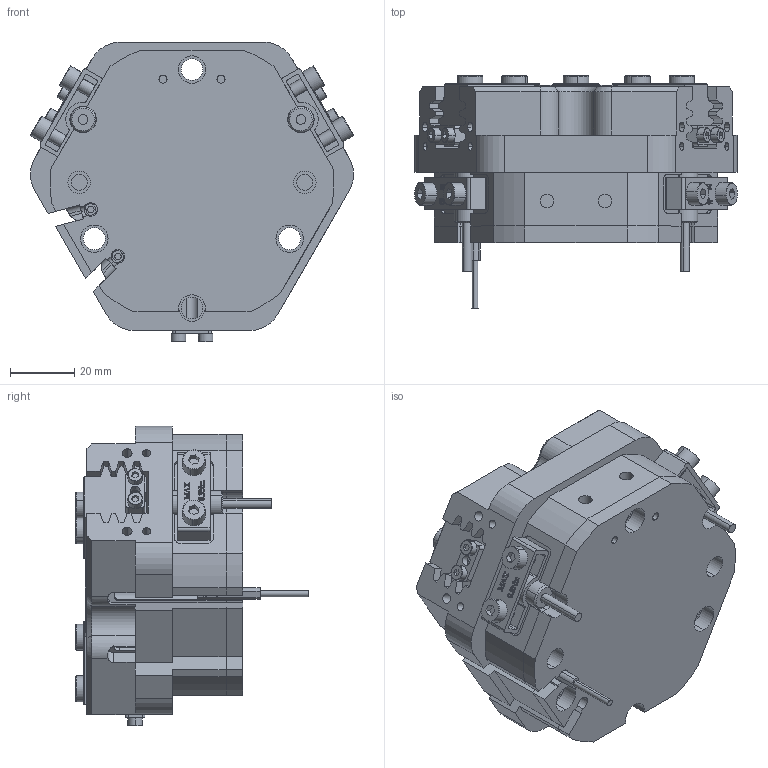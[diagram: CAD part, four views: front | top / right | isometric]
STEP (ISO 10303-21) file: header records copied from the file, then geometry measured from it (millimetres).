
FILE_DESCRIPTION (( 'STEP AP203' ), '1' );
FILE_NAME ('FZ55-100.STEP', '2025-03-27T07:23:58', ( 'USER-' ), ( 'Microsoft' ), 'SwSTEP 2.0', 'SolidWorks 2018', '' );
FILE_SCHEMA (( 'CONFIG_CONTROL_DESIGN' ));
Length unit declared in the file: millimetre
Products named in the file (14): 揤輸蚾饜极; FZ55-100; 20241226-M4 M4換覜ん揤輸; 棠羲換覜ん; TZT55 陔笢猾啣; 16x8-R1.5; TZT55-M-01 褲极; 电容传感器8x23接近开关; 内六角圆柱头螺钉[GBT70_1-2008][M4×12]_M4×12; TZT55 賑輸 01; TZT55-M-05 菁裔啣; 苤覜聆假蚾璃; ﾏ擎ﾗ8｡ﾁ6｡ﾁ6; 内六角圆柱头螺钉[GBT70_1-2008][M2.5×8]_M2.5×8
Assembly tree (29 placements, depth 3):
  FZ55-100
    TZT55-M-01 褲极
    TZT55-M-05 菁裔啣
    TZT55 賑輸 01  x3
    TZT55 陔笢猾啣
    电容传感器8x23接近开关  x2
    20241226-M4 M4換覜ん揤輸  x2
    16x8-R1.5
    棠羲換覜ん  x2
    揤輸蚾饜极  x3
      内六角圆柱头螺钉[GBT70_1-2008][M2.5×8]_M2.5×8
      苤覜聆假蚾璃
    ﾏ擎ﾗ8｡ﾁ6｡ﾁ6  x6
    内六角圆柱头螺钉[GBT70_1-2008][M4×12]_M4×12  x4
Bounding box: 100.25 x 72.23 x 93 mm (x, y, z)
Volume: 268849.5 mm3; surface area: 83375.8 mm2
Topology: 32 solids, 34 shells, 2277 faces, 5993 edges, 3841 vertices
Faces by surface type: plane 1124, cylinder 533, bspline 377, cone 203, torus 40
Entity records: 58807 total; most frequent: CARTESIAN_POINT 19325, ORIENTED_EDGE 8234, DIRECTION 7023, EDGE_CURVE 4117, LINE 2713, VECTOR 2713, VERTEX_POINT 2683, AXIS2_PLACEMENT_3D 2155
